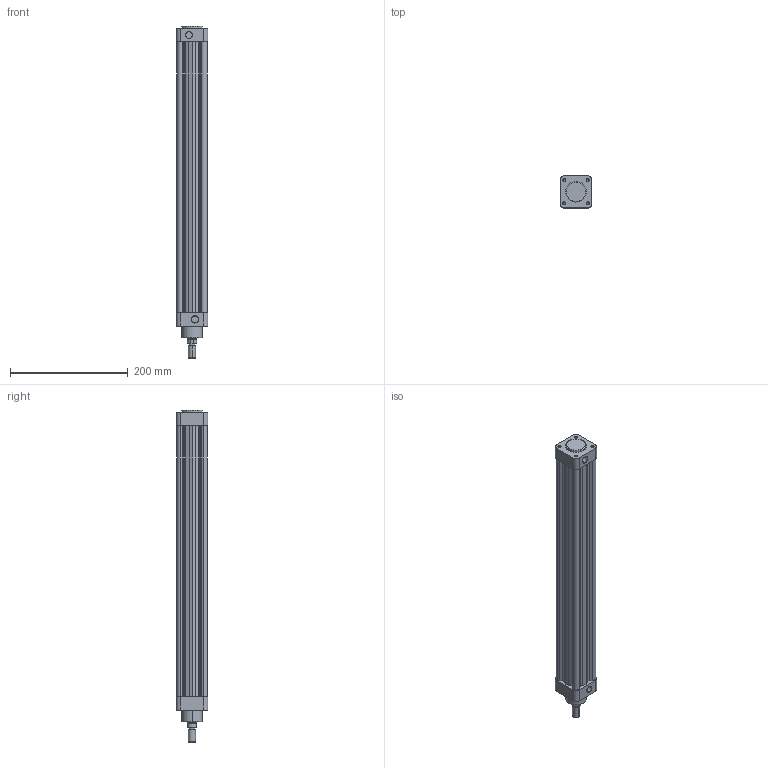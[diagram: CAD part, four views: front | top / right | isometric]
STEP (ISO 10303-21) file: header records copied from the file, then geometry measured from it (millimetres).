
FILE_DESCRIPTION (( 'STEP AP214' ), '1' );
FILE_NAME ('PAG 40-400 CYLINDER.STEP', '2010-08-04T14:45:39', ( '' ), ( '' ), 'SwSTEP 2.0', 'SolidWorks 2010', '' );
FILE_SCHEMA (( 'AUTOMOTIVE_DESIGN' ));
Length unit declared in the file: millimetre
Products named in the file (5): pns pag 40 arka kapak; pns pag 40 on kapak; PNS-PAG 40 M尳; PAG 40  BORU; PAG  40-400 CYLINDER
Assembly tree (4 placements, depth 2):
  PAG  40-400 CYLINDER
    PAG 40  BORU
    pns pag 40 on kapak
    pns pag 40 arka kapak
    PNS-PAG 40 M尳
Bounding box: 54 x 54 x 563 mm (x, y, z)
Volume: 666872.6 mm3; surface area: 252449.7 mm2
Topology: 4 solids, 4 shells, 185 faces, 444 edges, 284 vertices
Faces by surface type: plane 76, cylinder 75, cone 28, torus 6
Entity records: 5892 total; most frequent: DIRECTION 1014, CARTESIAN_POINT 956, ORIENTED_EDGE 888, EDGE_CURVE 444, AXIS2_PLACEMENT_3D 382, VERTEX_POINT 284, VECTOR 250, LINE 250
